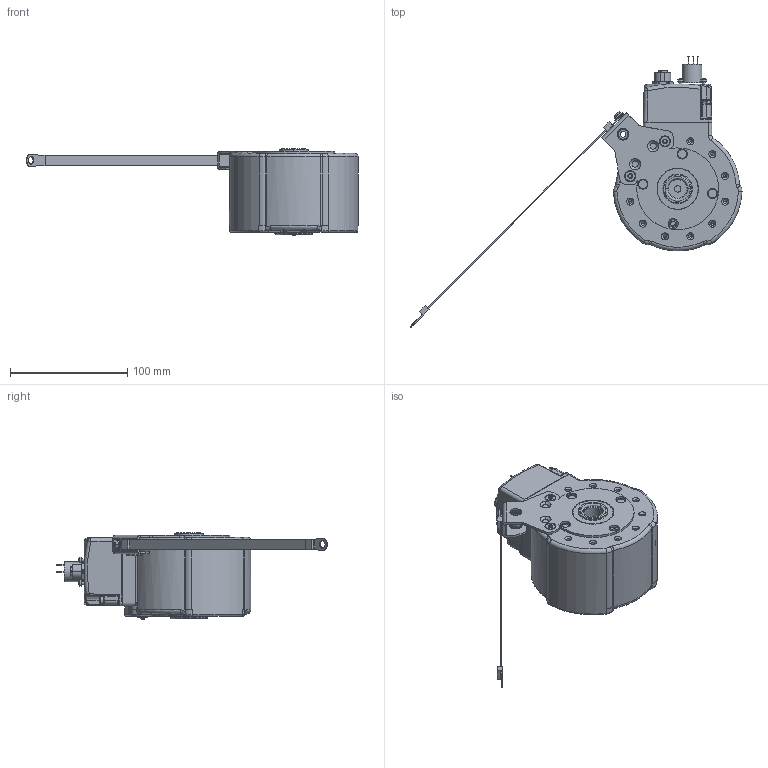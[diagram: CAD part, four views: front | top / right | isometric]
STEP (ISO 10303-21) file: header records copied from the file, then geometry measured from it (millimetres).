
FILE_DESCRIPTION((''),'2;1');
FILE_NAME('809790-K01_SW0001','2011-11-14T',('SE2994'),(''),'PRO/ENGINEER BY PARAMETRIC TECHNOLOGY CORPORATION, 2010180','PRO/ENGINEER BY PARAMETRIC TECHNOLOGY CORPORATION, 2010180','');
FILE_SCHEMA(('CONFIG_CONTROL_DESIGN','SHAPE_APPEARANCE_LAYERS_GROUPS'));
Length unit declared in the file: millimetre
Products named in the file (1): 809790-K01_SW0001
Bounding box: 283.69 x 231.54 x 73.8 mm (x, y, z)
Volume: 304648.7 mm3; surface area: 129396.3 mm2
Topology: 3 solids, 5 shells, 1381 faces, 3316 edges, 2062 vertices
Faces by surface type: cylinder 631, plane 403, cone 139, torus 121, bspline 50, sphere 34, extrusion 2, revolution 1
Entity records: 71047 total; most frequent: CARTESIAN_POINT 30598, DIRECTION 7472, ORIENTED_EDGE 6596, EDGE_CURVE 3298, AXIS2_PLACEMENT_3D 3156, VERTEX_POINT 2062, CIRCLE 1828, EDGE_LOOP 1564
